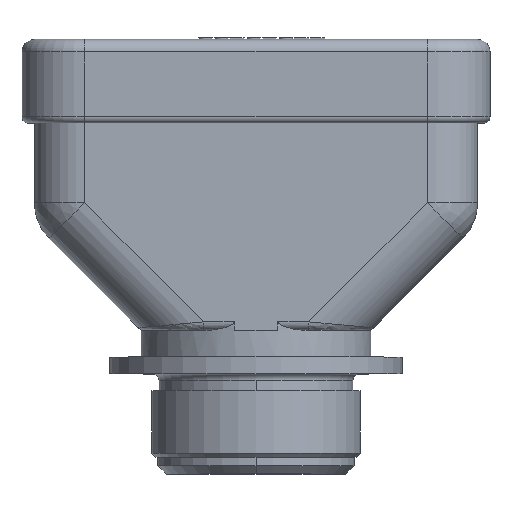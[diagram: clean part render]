
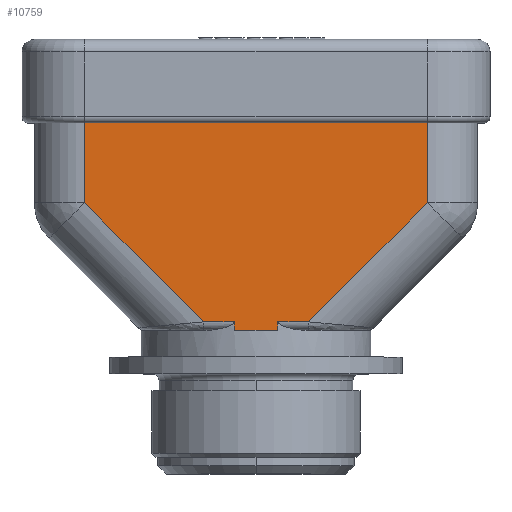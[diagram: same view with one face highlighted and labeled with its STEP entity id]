
A CAD part, top view. The second image highlights one B-rep face of the part: STEP entity #10759.
In plain terms, the highlighted planar face has unit normal (0, 0, 1).
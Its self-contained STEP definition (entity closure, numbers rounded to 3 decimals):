
#8779=DIRECTION('',(0.,-1.,0.));
#8780=VECTOR('',#8779,1.);
#8781=CARTESIAN_POINT('',(-2.61,18.2,13.5));
#8782=LINE('',#8781,#8780);
#8783=DIRECTION('',(0.,1.,0.));
#8784=VECTOR('',#8783,1.);
#8785=CARTESIAN_POINT('',(2.61,17.2,13.5));
#8786=LINE('',#8785,#8784);
#9232=DIRECTION('',(0.,-1.,0.));
#9233=VECTOR('',#9232,16.565);
#9234=CARTESIAN_POINT('',(-20.5,49.,13.5));
#9235=LINE('',#9234,#9233);
#9240=DIRECTION('',(-0.707,-0.707,0.));
#9241=VECTOR('',#9240,20.132);
#9242=CARTESIAN_POINT('',(20.5,32.435,13.5));
#9243=LINE('',#9242,#9241);
#9244=DIRECTION('',(-0.707,0.707,0.));
#9245=VECTOR('',#9244,20.132);
#9246=CARTESIAN_POINT('',(-6.265,18.2,13.5));
#9247=LINE('',#9246,#9245);
#9248=DIRECTION('',(-1.,0.,0.));
#9249=VECTOR('',#9248,41.);
#9250=CARTESIAN_POINT('',(20.5,49.,13.5));
#9251=LINE('',#9250,#9249);
#9275=DIRECTION('',(0.,1.,0.));
#9276=VECTOR('',#9275,16.565);
#9277=CARTESIAN_POINT('',(20.5,32.435,13.5));
#9278=LINE('',#9277,#9276);
#9449=DIRECTION('',(1.,0.,0.));
#9450=VECTOR('',#9449,3.655);
#9451=CARTESIAN_POINT('',(2.61,18.2,13.5));
#9452=LINE('',#9451,#9450);
#9481=DIRECTION('',(1.,0.,0.));
#9482=VECTOR('',#9481,5.22);
#9483=CARTESIAN_POINT('',(-2.61,17.2,13.5));
#9484=LINE('',#9483,#9482);
#9490=CARTESIAN_POINT('',(-2.61,18.2,13.5));
#9519=DIRECTION('',(1.,0.,0.));
#9520=VECTOR('',#9519,3.655);
#9521=CARTESIAN_POINT('',(-6.265,18.2,13.5));
#9522=LINE('',#9521,#9520);
#9765=VERTEX_POINT('',#9490);
#9766=CARTESIAN_POINT('',(-2.61,17.2,13.5));
#9767=VERTEX_POINT('',#9766);
#9768=CARTESIAN_POINT('',(2.61,17.2,13.5));
#9769=VERTEX_POINT('',#9768);
#9770=CARTESIAN_POINT('',(2.61,18.2,13.5));
#9771=VERTEX_POINT('',#9770);
#9871=CARTESIAN_POINT('',(20.5,49.,13.5));
#9872=VERTEX_POINT('',#9871);
#9899=CARTESIAN_POINT('',(-20.5,49.,13.5));
#9900=CARTESIAN_POINT('',(-20.5,32.435,13.5));
#9901=VERTEX_POINT('',#9899);
#9902=VERTEX_POINT('',#9900);
#9903=CARTESIAN_POINT('',(20.5,32.435,13.5));
#9904=VERTEX_POINT('',#9903);
#9905=CARTESIAN_POINT('',(6.265,18.2,13.5));
#9906=VERTEX_POINT('',#9905);
#9907=CARTESIAN_POINT('',(-6.265,18.2,13.5));
#9908=VERTEX_POINT('',#9907);
#10735=CARTESIAN_POINT('',(0.,0.,13.5));
#10736=DIRECTION('',(0.,0.,1.));
#10737=DIRECTION('',(1.,0.,0.));
#10738=AXIS2_PLACEMENT_3D('',#10735,#10736,#10737);
#10739=PLANE('',#10738);
#10741=ORIENTED_EDGE('',*,*,#10740,.F.);
#10743=ORIENTED_EDGE('',*,*,#10742,.F.);
#10745=ORIENTED_EDGE('',*,*,#10744,.T.);
#10747=ORIENTED_EDGE('',*,*,#10746,.F.);
#10748=ORIENTED_EDGE('',*,*,#10051,.F.);
#10750=ORIENTED_EDGE('',*,*,#10749,.F.);
#10751=ORIENTED_EDGE('',*,*,#10047,.F.);
#10753=ORIENTED_EDGE('',*,*,#10752,.F.);
#10755=ORIENTED_EDGE('',*,*,#10754,.T.);
#10756=ORIENTED_EDGE('',*,*,#10725,.F.);
#10757=EDGE_LOOP('',(#10741,#10743,#10745,#10747,#10748,#10750,#10751,#10753,
#10755,#10756));
#10758=FACE_OUTER_BOUND('',#10757,.F.);
#10759=ADVANCED_FACE('',(#10758),#10739,.T.);
#10047=EDGE_CURVE('',#9765,#9767,#8782,.T.);
#10051=EDGE_CURVE('',#9769,#9771,#8786,.T.);
#10725=EDGE_CURVE('',#9901,#9902,#9235,.T.);
#10740=EDGE_CURVE('',#9872,#9901,#9251,.T.);
#10742=EDGE_CURVE('',#9904,#9872,#9278,.T.);
#10744=EDGE_CURVE('',#9904,#9906,#9243,.T.);
#10746=EDGE_CURVE('',#9771,#9906,#9452,.T.);
#10749=EDGE_CURVE('',#9767,#9769,#9484,.T.);
#10752=EDGE_CURVE('',#9908,#9765,#9522,.T.);
#10754=EDGE_CURVE('',#9908,#9902,#9247,.T.);
